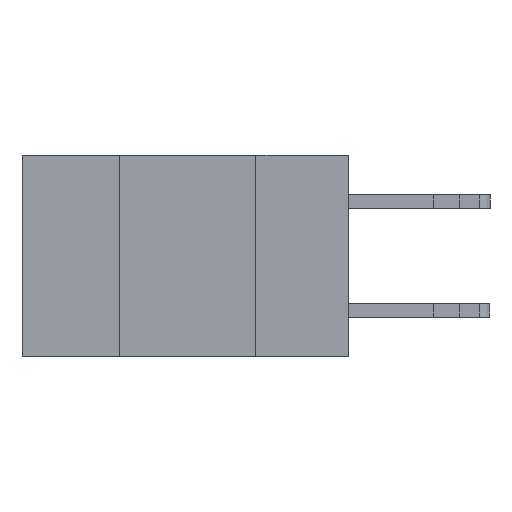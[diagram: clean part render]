
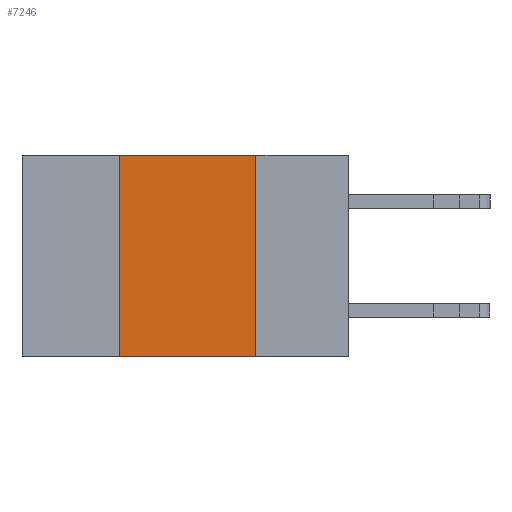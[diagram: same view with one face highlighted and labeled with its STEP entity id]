
A CAD part, left-side view. The second image highlights one B-rep face of the part: STEP entity #7246.
In plain terms, the highlighted planar face has unit normal (-1, 0, 0).
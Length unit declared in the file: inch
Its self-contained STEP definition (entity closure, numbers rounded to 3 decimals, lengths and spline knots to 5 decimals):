
#259 = DIRECTION ( 'NONE',  ( 0., -1., 0. ) ) ;
#1166 = VECTOR ( 'NONE', #259, 39.37008 ) ;
#1189 = DIRECTION ( 'NONE',  ( 0., 0., -1. ) ) ;
#1207 = DIRECTION ( 'NONE',  ( 1., 0., 0. ) ) ;
#1246 = CARTESIAN_POINT ( 'NONE',  ( 0., 0.6, 0. ) ) ;
#1297 = PLANE ( 'NONE',  #9162 ) ;
#2075 = EDGE_CURVE ( 'NONE', #17657, #10647, #2617, .T. ) ;
#2617 = LINE ( 'NONE', #15538, #18796 ) ;
#2655 = FACE_OUTER_BOUND ( 'NONE', #4808, .T. ) ;
#3482 = ORIENTED_EDGE ( 'NONE', *, *, #18512, .F. ) ;
#4315 = CARTESIAN_POINT ( 'NONE',  ( 0., 0.6, -0.37 ) ) ;
#4808 = EDGE_LOOP ( 'NONE', ( #8760, #3482, #16844, #15605 ) ) ;
#4898 = VERTEX_POINT ( 'NONE', #12078 ) ;
#5715 = LINE ( 'NONE', #11083, #17712 ) ;
#5889 = DIRECTION ( 'NONE',  ( 0., -1., 0. ) ) ;
#5959 = LINE ( 'NONE', #4315, #13833 ) ;
#6079 = CARTESIAN_POINT ( 'NONE',  ( 0., 0.42, -0.37 ) ) ;
#6394 = DIRECTION ( 'NONE',  ( 0., 0., -1. ) ) ;
#6399 = CARTESIAN_POINT ( 'NONE',  ( 0., 0.17, 0. ) ) ;
#7246 = ADVANCED_FACE ( 'NONE', ( #2655 ), #1297, .F. ) ;
#8547 = LINE ( 'NONE', #19058, #1166 ) ;
#8760 = ORIENTED_EDGE ( 'NONE', *, *, #16650, .F. ) ;
#9162 = AXIS2_PLACEMENT_3D ( 'NONE', #1246, #1207, #1189 ) ;
#10215 = CARTESIAN_POINT ( 'NONE',  ( 0., 0.42, 0. ) ) ;
#10647 = VERTEX_POINT ( 'NONE', #10215 ) ;
#10825 = EDGE_CURVE ( 'NONE', #17657, #4898, #5959, .T. ) ;
#11083 = CARTESIAN_POINT ( 'NONE',  ( 0., 0.17, 0. ) ) ;
#12078 = CARTESIAN_POINT ( 'NONE',  ( 0., 0.17, -0.37 ) ) ;
#13833 = VECTOR ( 'NONE', #5889, 39.37008 ) ;
#14679 = VERTEX_POINT ( 'NONE', #6399 ) ;
#15416 = DIRECTION ( 'NONE',  ( 0., 0., 1. ) ) ;
#15538 = CARTESIAN_POINT ( 'NONE',  ( 0., 0.42, 0. ) ) ;
#15605 = ORIENTED_EDGE ( 'NONE', *, *, #10825, .T. ) ;
#16650 = EDGE_CURVE ( 'NONE', #14679, #4898, #5715, .T. ) ;
#16844 = ORIENTED_EDGE ( 'NONE', *, *, #2075, .F. ) ;
#17657 = VERTEX_POINT ( 'NONE', #6079 ) ;
#17712 = VECTOR ( 'NONE', #6394, 39.37008 ) ;
#18512 = EDGE_CURVE ( 'NONE', #10647, #14679, #8547, .T. ) ;
#18796 = VECTOR ( 'NONE', #15416, 39.37008 ) ;
#19058 = CARTESIAN_POINT ( 'NONE',  ( 0., 0.6, 0. ) ) ;
